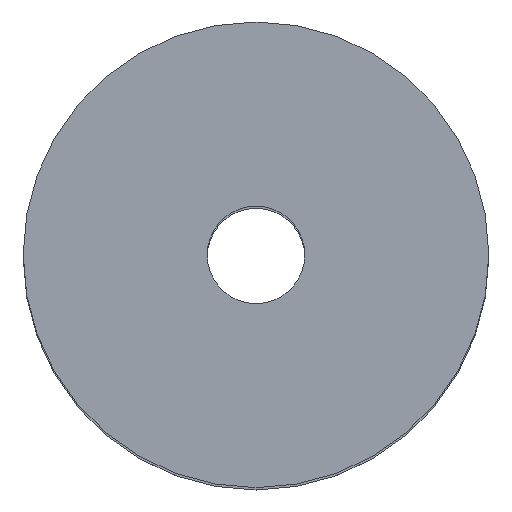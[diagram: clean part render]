
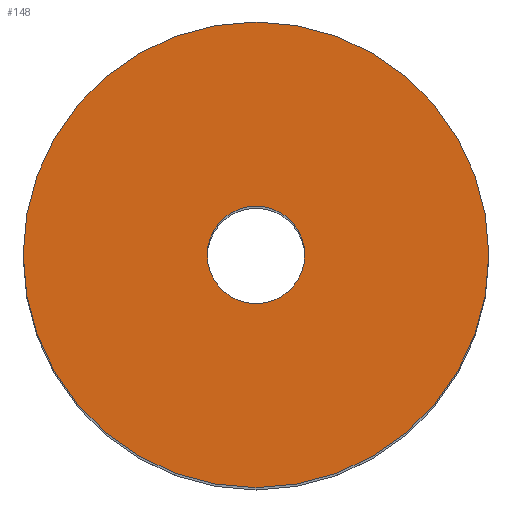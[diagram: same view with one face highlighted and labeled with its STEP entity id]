
A CAD part, top view. The second image highlights one B-rep face of the part: STEP entity #148.
In plain terms, the highlighted planar face has unit normal (0, 0, 1).
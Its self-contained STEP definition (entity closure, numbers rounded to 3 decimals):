
#24=PLANE('',#172);
#34=FACE_BOUND('',#65,.T.);
#46=FACE_OUTER_BOUND('',#64,.T.);
#64=EDGE_LOOP('',(#124));
#65=EDGE_LOOP('',(#125));
#80=CIRCLE('',#167,17.8);
#82=CIRCLE('',#170,85.);
#92=VERTEX_POINT('',#246);
#94=VERTEX_POINT('',#251);
#104=EDGE_CURVE('',#92,#92,#80,.T.);
#106=EDGE_CURVE('',#94,#94,#82,.T.);
#124=ORIENTED_EDGE('',*,*,#106,.F.);
#125=ORIENTED_EDGE('',*,*,#104,.T.);
#148=ADVANCED_FACE('',(#46,#34),#24,.F.);
#167=AXIS2_PLACEMENT_3D('',#247,#202,#203);
#170=AXIS2_PLACEMENT_3D('',#252,#208,#209);
#172=AXIS2_PLACEMENT_3D('',#255,#212,#213);
#202=DIRECTION('center_axis',(0.,0.,-1.));
#203=DIRECTION('ref_axis',(-1.,0.,0.));
#208=DIRECTION('center_axis',(0.,0.,-1.));
#209=DIRECTION('ref_axis',(-1.,0.,0.));
#212=DIRECTION('center_axis',(0.,0.,-1.));
#213=DIRECTION('ref_axis',(-1.,0.,0.));
#246=CARTESIAN_POINT('',(17.8,0.,493.));
#247=CARTESIAN_POINT('Origin',(0.,0.,493.));
#251=CARTESIAN_POINT('',(85.,0.,493.));
#252=CARTESIAN_POINT('Origin',(0.,0.,493.));
#255=CARTESIAN_POINT('Origin',(0.,0.,493.));
